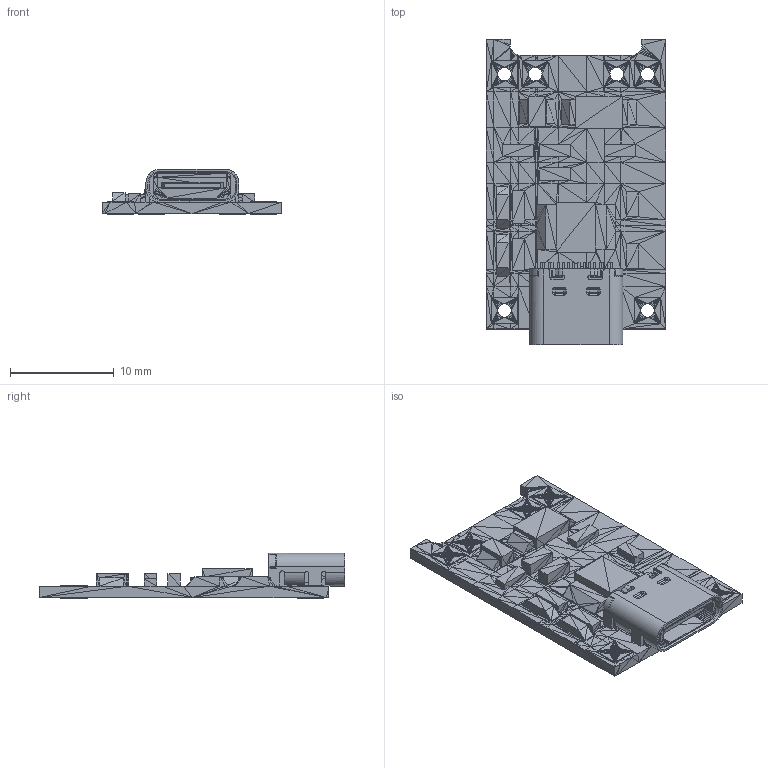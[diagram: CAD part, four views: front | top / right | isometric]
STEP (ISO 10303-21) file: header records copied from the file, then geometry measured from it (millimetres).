
FILE_DESCRIPTION(/* description */ (''),/* implementation_level */ '2;1');
FILE_NAME(/* name */ 'tp4056 micro usb 18650 charger v3.step',/* time_stamp */ '2020-08-09T20:46:58+02:00',/* author */ (''),/* organization */ (''),/* preprocessor_version */ 'ST-DEVELOPER v18.1',/* originating_system */ 'Autodesk Translation Framework v9.3.0.1241',/* authorisation */ '');
FILE_SCHEMA (('AUTOMOTIVE_DESIGN { 1 0 10303 214 3 1 1 }'));
Length unit declared in the file: millimetre
Products named in the file (7): tp4056 micro usb 18650 charger v3; HRO_TYPE-C-31-M-12 v1; HRO_TYPE-C-31-M-12; ConPins; PcbPins; Mold; Frame
Assembly tree (6 placements, depth 4):
  tp4056 micro usb 18650 charger v3
    HRO_TYPE-C-31-M-12 v1
      HRO_TYPE-C-31-M-12
        ConPins
        PcbPins
        Mold
        Frame
Bounding box: 17.3 x 29.42 x 4.36 mm (x, y, z)
Volume: 752 mm3; surface area: 1561.9 mm2
Topology: 1 solids, 1 shells, 2374 faces, 4095 edges, 1696 vertices
Faces by surface type: plane 2276, cylinder 68, torus 16, sphere 8, cone 6
Entity records: 51407 total; most frequent: DIRECTION 9038, CARTESIAN_POINT 8196, ORIENTED_EDGE 8176, EDGE_CURVE 4088, LINE 3900, VECTOR 3900, AXIS2_PLACEMENT_3D 2569, EDGE_LOOP 2379
